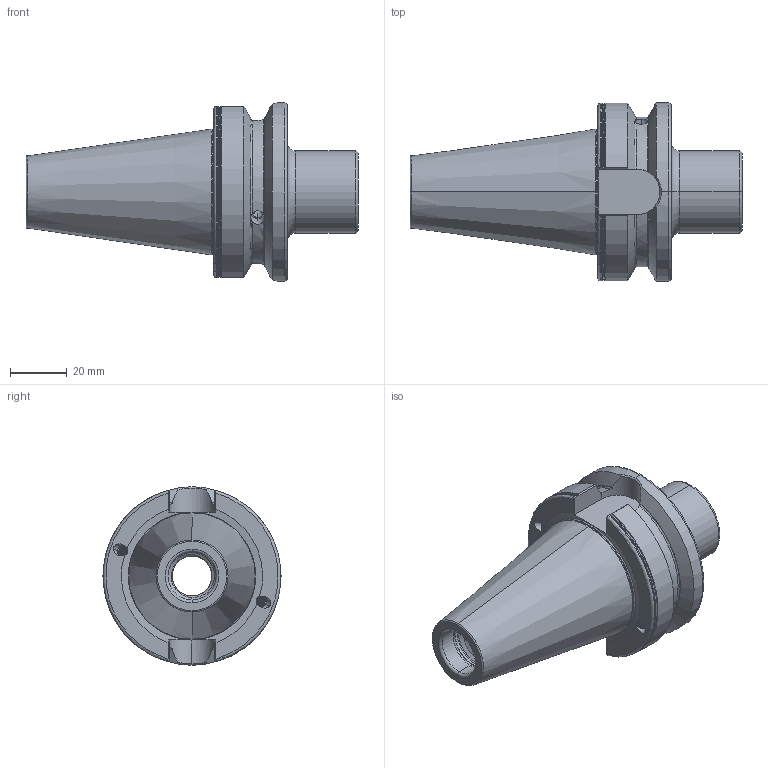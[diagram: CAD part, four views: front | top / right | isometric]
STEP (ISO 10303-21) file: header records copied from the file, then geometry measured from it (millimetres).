
FILE_DESCRIPTION (( 'STEP AP203' ), '1' );
FILE_NAME ('DC.406.06.16.STEP', '2017-10-18T03:29:24', ( '' ), ( '' ), 'SwSTEP 2.0', 'SolidWorks 2012', '' );
FILE_SCHEMA (( 'CONFIG_CONTROL_DESIGN' ));
Length unit declared in the file: millimetre
Products named in the file (1): DC.406.06.16
Bounding box: 117.4 x 63 x 63 mm (x, y, z)
Volume: 130299.9 mm3; surface area: 28454.7 mm2
Topology: 1 solids, 1 shells, 218 faces, 590 edges, 375 vertices
Faces by surface type: cylinder 108, torus 42, plane 35, cone 19, bspline 14
Entity records: 13811 total; most frequent: CARTESIAN_POINT 8881, ORIENTED_EDGE 1180, DIRECTION 867, EDGE_CURVE 590, VERTEX_POINT 375, AXIS2_PLACEMENT_3D 354, EDGE_LOOP 229, FACE_OUTER_BOUND 218
